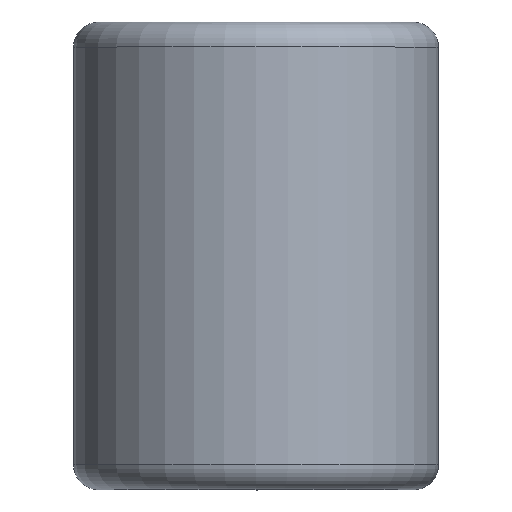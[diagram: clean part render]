
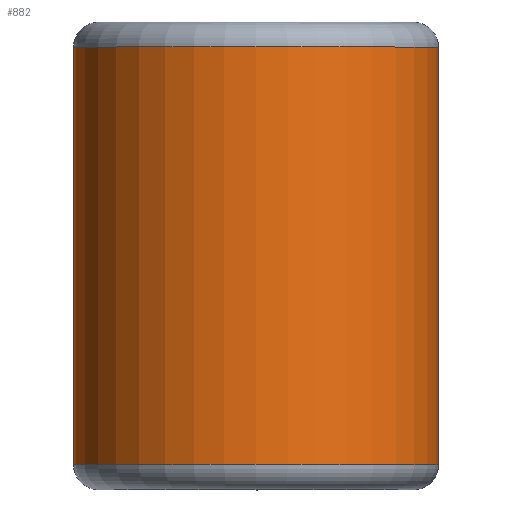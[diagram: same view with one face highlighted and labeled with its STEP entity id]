
A CAD part, top view. The second image highlights one B-rep face of the part: STEP entity #882.
In plain terms, the highlighted cylindrical face has radius 5.575 mm (diameter 11.151 mm), a partial arc.
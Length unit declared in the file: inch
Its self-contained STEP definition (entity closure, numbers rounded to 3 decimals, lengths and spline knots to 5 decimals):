
#283 = EDGE_LOOP ( 'NONE', ( #1988, #1785, #1649, #1398 ) ) ;
#332 = CARTESIAN_POINT ( 'NONE',  ( 0., 0.25125, -0.2195 ) ) ;
#352 = CIRCLE ( 'NONE', #680, 0.2195 ) ;
#396 = DIRECTION ( 'NONE',  ( 0., 0., -1. ) ) ;
#417 = CARTESIAN_POINT ( 'NONE',  ( 0., 0.25, 0. ) ) ;
#420 = CARTESIAN_POINT ( 'NONE',  ( 0., 0.25125, 0. ) ) ;
#560 = LINE ( 'NONE', #976, #2174 ) ;
#583 = EDGE_CURVE ( 'NONE', #1169, #1111, #2130, .T. ) ;
#676 = VECTOR ( 'NONE', #2119, 39.37008 ) ;
#680 = AXIS2_PLACEMENT_3D ( 'NONE', #964, #1683, #1695 ) ;
#882 = ADVANCED_FACE ( 'NONE', ( #1445 ), #1112, .T. ) ;
#949 = AXIS2_PLACEMENT_3D ( 'NONE', #420, #1173, #2014 ) ;
#964 = CARTESIAN_POINT ( 'NONE',  ( 0., -0.25125, 0. ) ) ;
#976 = CARTESIAN_POINT ( 'NONE',  ( 0.2195, 0.25125, 0. ) ) ;
#981 = DIRECTION ( 'NONE',  ( 0., -1., 0. ) ) ;
#1021 = LINE ( 'NONE', #1734, #676 ) ;
#1111 = VERTEX_POINT ( 'NONE', #332 ) ;
#1112 = CYLINDRICAL_SURFACE ( 'NONE', #1149, 0.2195 ) ;
#1122 = DIRECTION ( 'NONE',  ( 0., 1., 0. ) ) ;
#1149 = AXIS2_PLACEMENT_3D ( 'NONE', #417, #981, #396 ) ;
#1169 = VERTEX_POINT ( 'NONE', #1543 ) ;
#1170 = EDGE_CURVE ( 'NONE', #2022, #1169, #560, .T. ) ;
#1173 = DIRECTION ( 'NONE',  ( 0., -1., 0. ) ) ;
#1398 = ORIENTED_EDGE ( 'NONE', *, *, #1713, .F. ) ;
#1445 = FACE_OUTER_BOUND ( 'NONE', #283, .T. ) ;
#1522 = CARTESIAN_POINT ( 'NONE',  ( 0., -0.25125, -0.2195 ) ) ;
#1543 = CARTESIAN_POINT ( 'NONE',  ( 0.2195, 0.25125, 0. ) ) ;
#1649 = ORIENTED_EDGE ( 'NONE', *, *, #1755, .F. ) ;
#1683 = DIRECTION ( 'NONE',  ( 0., -1., 0. ) ) ;
#1695 = DIRECTION ( 'NONE',  ( 0., 0., -1. ) ) ;
#1713 = EDGE_CURVE ( 'NONE', #2022, #1720, #352, .T. ) ;
#1720 = VERTEX_POINT ( 'NONE', #1522 ) ;
#1734 = CARTESIAN_POINT ( 'NONE',  ( 0., 0.25125, -0.2195 ) ) ;
#1755 = EDGE_CURVE ( 'NONE', #1720, #1111, #1021, .T. ) ;
#1785 = ORIENTED_EDGE ( 'NONE', *, *, #583, .T. ) ;
#1988 = ORIENTED_EDGE ( 'NONE', *, *, #1170, .T. ) ;
#2014 = DIRECTION ( 'NONE',  ( 0., 0., -1. ) ) ;
#2022 = VERTEX_POINT ( 'NONE', #2324 ) ;
#2119 = DIRECTION ( 'NONE',  ( 0., 1., 0. ) ) ;
#2130 = CIRCLE ( 'NONE', #949, 0.2195 ) ;
#2174 = VECTOR ( 'NONE', #1122, 39.37008 ) ;
#2324 = CARTESIAN_POINT ( 'NONE',  ( 0.2195, -0.25125, 0. ) ) ;
